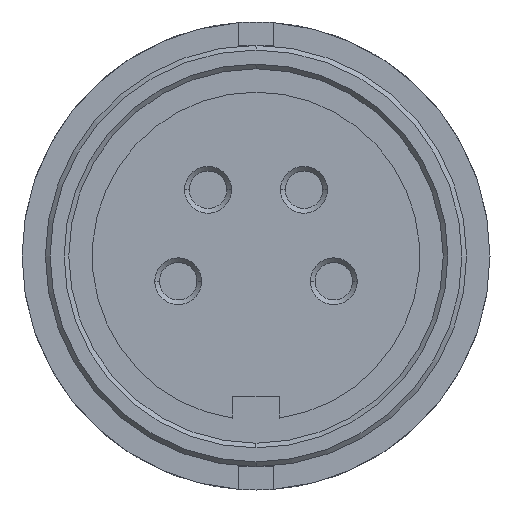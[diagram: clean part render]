
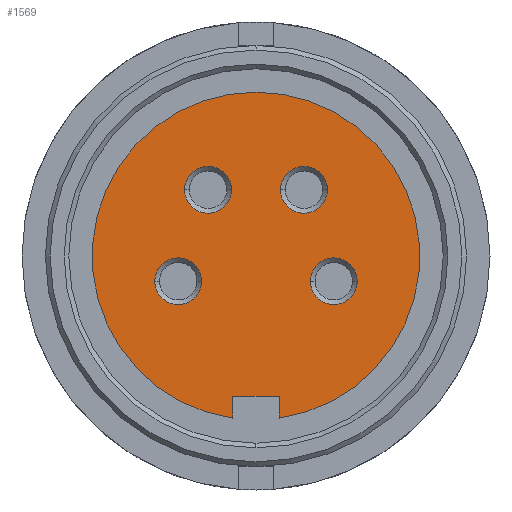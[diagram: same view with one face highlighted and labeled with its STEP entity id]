
A CAD part, front view. The second image highlights one B-rep face of the part: STEP entity #1569.
In plain terms, the highlighted planar face has unit normal (0, -1, 0).
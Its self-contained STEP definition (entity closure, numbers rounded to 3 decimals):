
#515=CARTESIAN_POINT('',(0.,-12.5,7.0));
#516=VERTEX_POINT('',#515);
#525=CARTESIAN_POINT('',(1.,-12.5,-6.928));
#526=VERTEX_POINT('',#525);
#527=CARTESIAN_POINT('',(0.0,-12.5,0.));
#528=DIRECTION('',(0.0,1.0,0.0));
#529=DIRECTION('',(0.0,0.0,1.0));
#530=AXIS2_PLACEMENT_3D('',#527,#528,#529);
#531=CIRCLE('',#530,7.);
#532=EDGE_CURVE('',#516,#526,#531,.T.);
#599=CARTESIAN_POINT('',(-1.05,-12.5,2.83));
#600=VERTEX_POINT('',#599);
#608=CARTESIAN_POINT('',(-3.05,-12.5,2.83));
#609=VERTEX_POINT('',#608);
#616=CARTESIAN_POINT('',(-2.05,-12.5,2.83));
#617=DIRECTION('',(0.0,-1.0,0.0));
#618=DIRECTION('',(1.0,0.0,0.0));
#619=AXIS2_PLACEMENT_3D('',#616,#617,#618);
#620=CIRCLE('',#619,1.);
#621=EDGE_CURVE('',#609,#600,#620,.T.);
#673=CARTESIAN_POINT('',(4.325,-12.5,-1.08));
#674=VERTEX_POINT('',#673);
#682=CARTESIAN_POINT('',(2.325,-12.5,-1.08));
#683=VERTEX_POINT('',#682);
#690=CARTESIAN_POINT('',(3.325,-12.5,-1.08));
#691=DIRECTION('',(0.0,-1.0,0.0));
#692=DIRECTION('',(1.0,0.0,0.0));
#693=AXIS2_PLACEMENT_3D('',#690,#691,#692);
#694=CIRCLE('',#693,1.);
#695=EDGE_CURVE('',#683,#674,#694,.T.);
#747=CARTESIAN_POINT('',(-2.325,-12.5,-1.08));
#748=VERTEX_POINT('',#747);
#756=CARTESIAN_POINT('',(-4.325,-12.5,-1.08));
#757=VERTEX_POINT('',#756);
#764=CARTESIAN_POINT('',(-3.325,-12.5,-1.08));
#765=DIRECTION('',(0.0,-1.0,0.0));
#766=DIRECTION('',(1.0,0.0,0.0));
#767=AXIS2_PLACEMENT_3D('',#764,#765,#766);
#768=CIRCLE('',#767,1.);
#769=EDGE_CURVE('',#757,#748,#768,.T.);
#821=CARTESIAN_POINT('',(3.05,-12.5,2.83));
#822=VERTEX_POINT('',#821);
#830=CARTESIAN_POINT('',(1.05,-12.5,2.83));
#831=VERTEX_POINT('',#830);
#838=CARTESIAN_POINT('',(2.05,-12.5,2.83));
#839=DIRECTION('',(0.0,-1.0,0.0));
#840=DIRECTION('',(1.0,0.0,0.0));
#841=AXIS2_PLACEMENT_3D('',#838,#839,#840);
#842=CIRCLE('',#841,1.);
#843=EDGE_CURVE('',#831,#822,#842,.T.);
#1478=CARTESIAN_POINT('',(2.05,-12.5,2.83));
#1479=DIRECTION('',(0.0,-1.0,0.0));
#1480=DIRECTION('',(1.0,0.0,0.0));
#1481=AXIS2_PLACEMENT_3D('',#1478,#1479,#1480);
#1482=CIRCLE('',#1481,1.);
#1483=EDGE_CURVE('',#822,#831,#1482,.T.);
#1496=CARTESIAN_POINT('',(0.0,-12.5,3.5));
#1497=DIRECTION('',(0.0,-1.0,0.0));
#1498=DIRECTION('',(0.0,0.0,-1.0));
#1499=AXIS2_PLACEMENT_3D('',#1496,#1497,#1498);
#1500=PLANE('',#1499);
#1501=CARTESIAN_POINT('',(-1.,-12.5,-6.928));
#1502=VERTEX_POINT('',#1501);
#1503=CARTESIAN_POINT('',(-1.,-12.5,-6.));
#1504=VERTEX_POINT('',#1503);
#1505=CARTESIAN_POINT('',(-1.,-12.5,-6.928));
#1506=DIRECTION('',(0.0,0.0,1.0));
#1507=VECTOR('',#1506,0.928);
#1508=LINE('',#1505,#1507);
#1509=EDGE_CURVE('',#1502,#1504,#1508,.T.);
#1510=ORIENTED_EDGE('',*,*,#1509,.T.);
#1511=CARTESIAN_POINT('',(1.,-12.5,-6.));
#1512=VERTEX_POINT('',#1511);
#1513=CARTESIAN_POINT('',(-1.,-12.5,-6.));
#1514=DIRECTION('',(1.0,0.0,0.0));
#1515=VECTOR('',#1514,2.0);
#1516=LINE('',#1513,#1515);
#1517=EDGE_CURVE('',#1504,#1512,#1516,.T.);
#1518=ORIENTED_EDGE('',*,*,#1517,.T.);
#1519=CARTESIAN_POINT('',(1.,-12.5,-6.));
#1520=DIRECTION('',(0.0,0.0,-1.0));
#1521=VECTOR('',#1520,0.928);
#1522=LINE('',#1519,#1521);
#1523=EDGE_CURVE('',#1512,#526,#1522,.T.);
#1524=ORIENTED_EDGE('',*,*,#1523,.T.);
#1525=ORIENTED_EDGE('',*,*,#532,.F.);
#1526=CARTESIAN_POINT('',(0.0,-12.5,0.));
#1527=DIRECTION('',(0.0,1.0,0.0));
#1528=DIRECTION('',(0.0,0.0,1.0));
#1529=AXIS2_PLACEMENT_3D('',#1526,#1527,#1528);
#1530=CIRCLE('',#1529,7.);
#1531=EDGE_CURVE('',#1502,#516,#1530,.T.);
#1532=ORIENTED_EDGE('',*,*,#1531,.F.);
#1533=EDGE_LOOP('',(#1510,#1518,#1524,#1525,#1532));
#1534=FACE_OUTER_BOUND('',#1533,.T.);
#1535=ORIENTED_EDGE('',*,*,#769,.F.);
#1536=CARTESIAN_POINT('',(-3.325,-12.5,-1.08));
#1537=DIRECTION('',(0.0,-1.0,0.0));
#1538=DIRECTION('',(1.0,0.0,0.0));
#1539=AXIS2_PLACEMENT_3D('',#1536,#1537,#1538);
#1540=CIRCLE('',#1539,1.);
#1541=EDGE_CURVE('',#748,#757,#1540,.T.);
#1542=ORIENTED_EDGE('',*,*,#1541,.F.);
#1543=EDGE_LOOP('',(#1535,#1542));
#1544=FACE_BOUND('',#1543,.T.);
#1545=ORIENTED_EDGE('',*,*,#621,.F.);
#1546=CARTESIAN_POINT('',(-2.05,-12.5,2.83));
#1547=DIRECTION('',(0.0,-1.0,0.0));
#1548=DIRECTION('',(1.0,0.0,0.0));
#1549=AXIS2_PLACEMENT_3D('',#1546,#1547,#1548);
#1550=CIRCLE('',#1549,1.);
#1551=EDGE_CURVE('',#600,#609,#1550,.T.);
#1552=ORIENTED_EDGE('',*,*,#1551,.F.);
#1553=EDGE_LOOP('',(#1545,#1552));
#1554=FACE_BOUND('',#1553,.T.);
#1555=ORIENTED_EDGE('',*,*,#695,.F.);
#1556=CARTESIAN_POINT('',(3.325,-12.5,-1.08));
#1557=DIRECTION('',(0.0,-1.0,0.0));
#1558=DIRECTION('',(1.0,0.0,0.0));
#1559=AXIS2_PLACEMENT_3D('',#1556,#1557,#1558);
#1560=CIRCLE('',#1559,1.);
#1561=EDGE_CURVE('',#674,#683,#1560,.T.);
#1562=ORIENTED_EDGE('',*,*,#1561,.F.);
#1563=EDGE_LOOP('',(#1555,#1562));
#1564=FACE_BOUND('',#1563,.T.);
#1565=ORIENTED_EDGE('',*,*,#843,.F.);
#1566=ORIENTED_EDGE('',*,*,#1483,.F.);
#1567=EDGE_LOOP('',(#1565,#1566));
#1568=FACE_BOUND('',#1567,.T.);
#1569=ADVANCED_FACE('',(#1534,#1544,#1554,#1564,#1568),#1500,.T.);
